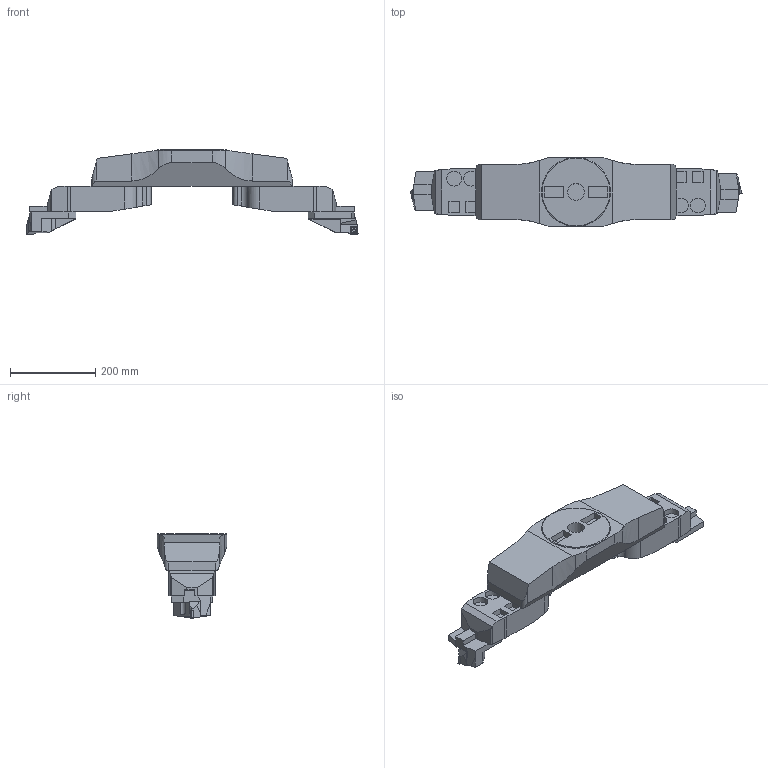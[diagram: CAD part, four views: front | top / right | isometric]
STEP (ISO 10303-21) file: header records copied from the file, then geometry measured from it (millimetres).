
FILE_DESCRIPTION(/* description */ (''),/* implementation_level */ '2;1');
FILE_NAME(/* name */ '1570447373155.stp',/* time_stamp */ '2019-10-07T13:23:00+02:00',/* author */ (''),/* organization */ ('SMS'),/* preprocessor_version */ 'ST-DEVELOPER v16.7',/* originating_system */ 'SIEMENS PLM Software NX 12.0',/* authorisation */ '');
FILE_SCHEMA (('AUTOMOTIVE_DESIGN { 1 0 10303 214 3 1 1 1 }'));
Length unit declared in the file: millimetre
Products named in the file (9): 200983012mod000_00; ASSEMBLY_CONSTRUCTION; 202209932mod000_00; 111165493mod000_01; 111169653mod000_01; 111165564mod000_02; 200914736mod000_01; 111164746mod000_01
Assembly tree (11 placements, depth 3):
  111164746mod000_01
    111165564mod000_02
    111169653mod000_01  x2
    200914736mod000_01  x2
      202209932mod000_00
      ASSEMBLY_CONSTRUCTION
      200983012mod000_00
    111165493mod000_01  x2
    ASSEMBLY_CONSTRUCTION
Bounding box: 779.99 x 164 x 198.05 mm (x, y, z)
Volume: 7965356.3 mm3; surface area: 498131.7 mm2
Topology: 9 solids, 9 shells, 351 faces, 896 edges, 623 vertices
Faces by surface type: plane 248, cylinder 60, cone 24, torus 19
Full cylindrical faces by diameter (mm): 4.7 x4, 35 x8, 40 x1, 162 x1
Entity records: 6487 total; most frequent: CARTESIAN_POINT 1104, DIRECTION 1075, ORIENTED_EDGE 982, EDGE_CURVE 491, LINE 371, VECTOR 371, AXIS2_PLACEMENT_3D 352, VERTEX_POINT 338
